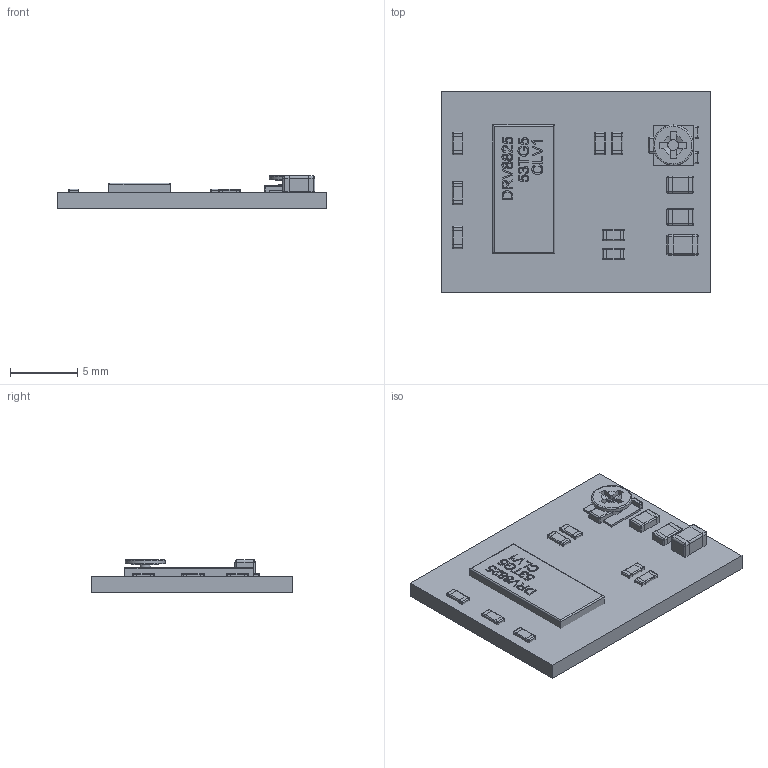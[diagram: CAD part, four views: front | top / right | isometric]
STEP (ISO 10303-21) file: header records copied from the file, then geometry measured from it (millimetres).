
FILE_DESCRIPTION(/* description */ (''),/* implementation_level */ '2;1');
FILE_NAME(/* name */ '8825.step',/* time_stamp */ '2021-07-08T08:28:46+02:00',/* author */ (''),/* organization */ (''),/* preprocessor_version */ 'ST-DEVELOPER v18.1',/* originating_system */ 'Autodesk Translation Framework v10.9.0.1377',/* authorisation */ '');
FILE_SCHEMA (('AUTOMOTIVE_DESIGN { 1 0 10303 214 3 1 1 }'));
Length unit declared in the file: millimetre
Products named in the file (1): 8825
Bounding box: 20 x 15 x 2.46 mm (x, y, z)
Volume: 50.8 mm3; surface area: 948.6 mm2
Topology: 22 solids, 328 shells, 682 faces, 2129 edges, 1820 vertices
Faces by surface type: plane 403, bspline 223, cylinder 43, sphere 8, cone 5
Full cylindrical faces by diameter (mm): 0.8 x1, 1.6 x1, 3 x1
Entity records: 31492 total; most frequent: CARTESIAN_POINT 13207, DIRECTION 3175, ORIENTED_EDGE 3034, EDGE_CURVE 2129, VERTEX_POINT 1820, LINE 1491, VECTOR 1491, AXIS2_PLACEMENT_3D 842
